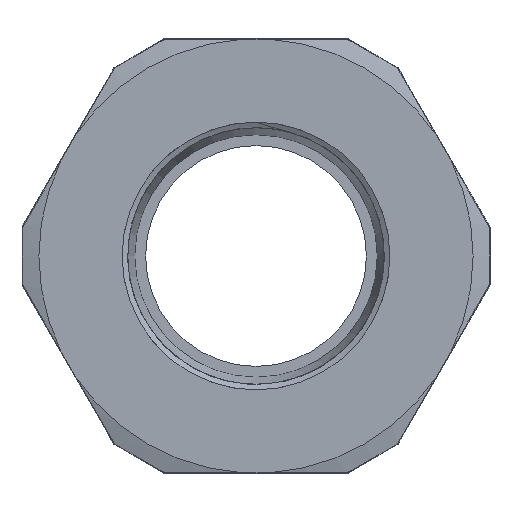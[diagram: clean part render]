
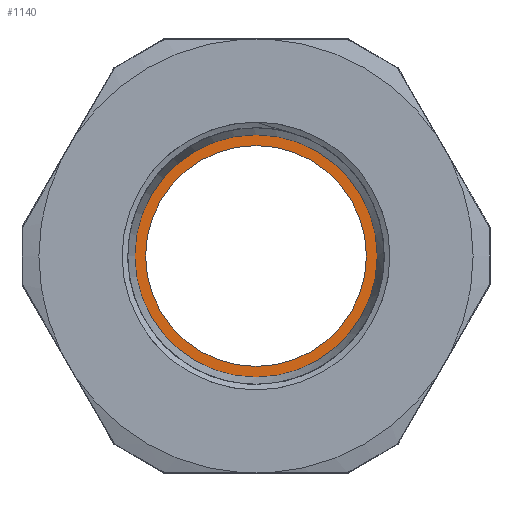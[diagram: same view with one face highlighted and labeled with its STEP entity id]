
A CAD part, left-side view. The second image highlights one B-rep face of the part: STEP entity #1140.
In plain terms, the highlighted planar face has unit normal (-1, 0, 0).
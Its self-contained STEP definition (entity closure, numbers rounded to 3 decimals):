
#208=PLANE('',#1275);
#235=FACE_BOUND('',#394,.T.);
#312=FACE_OUTER_BOUND('',#393,.T.);
#393=EDGE_LOOP('',(#1050));
#394=EDGE_LOOP('',(#1051));
#406=CIRCLE('',#1157,15.25);
#471=CIRCLE('',#1276,16.75);
#475=VERTEX_POINT('',#1593);
#571=VERTEX_POINT('',#6675);
#575=EDGE_CURVE('',#475,#475,#406,.T.);
#736=EDGE_CURVE('',#571,#571,#471,.T.);
#1050=ORIENTED_EDGE('',*,*,#736,.F.);
#1051=ORIENTED_EDGE('',*,*,#575,.T.);
#1140=ADVANCED_FACE('',(#312,#235),#208,.T.);
#1157=AXIS2_PLACEMENT_3D('',#1594,#1292,#1293);
#1275=AXIS2_PLACEMENT_3D('',#6674,#1572,#1573);
#1276=AXIS2_PLACEMENT_3D('',#6676,#1574,#1575);
#1292=DIRECTION('center_axis',(1.,0.,0.));
#1293=DIRECTION('ref_axis',(0.,0.,-1.));
#1572=DIRECTION('center_axis',(-1.,0.,0.));
#1573=DIRECTION('ref_axis',(0.,0.,1.));
#1574=DIRECTION('center_axis',(1.,0.,0.));
#1575=DIRECTION('ref_axis',(0.,0.,-1.));
#1593=CARTESIAN_POINT('',(-1.1,15.25,0.));
#1594=CARTESIAN_POINT('Origin',(-1.1,0.,0.));
#6674=CARTESIAN_POINT('Origin',(-1.1,16.75,0.));
#6675=CARTESIAN_POINT('',(-1.1,16.75,0.));
#6676=CARTESIAN_POINT('Origin',(-1.1,0.,0.));
